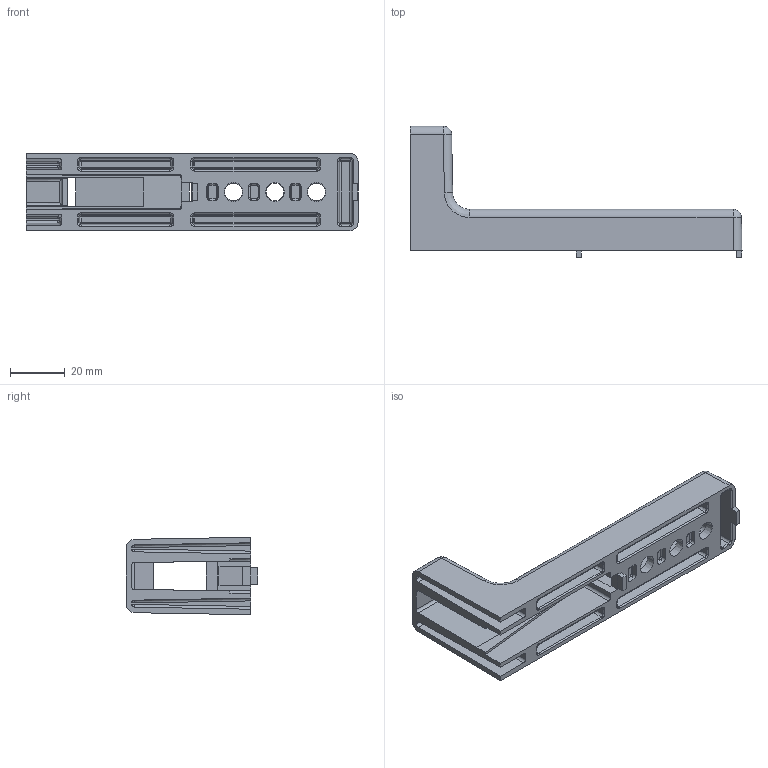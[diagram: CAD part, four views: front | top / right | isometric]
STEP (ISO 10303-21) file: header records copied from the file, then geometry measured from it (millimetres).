
FILE_DESCRIPTION (( 'STEP AP203' ), '1' );
FILE_NAME ('093b1201n06r.STEP', '2014-02-18T14:38:32', ( 'Fath' ), ( 'Hewlett-Packard Company' ), 'SwSTEP 2.0', 'SolidWorks 2014', '' );
FILE_SCHEMA (( 'CONFIG_CONTROL_DESIGN' ));
Length unit declared in the file: millimetre
Products named in the file (1): 093b1201n06r
Bounding box: 120.84 x 47.83 x 28.2 mm (x, y, z)
Volume: 29162.4 mm3; surface area: 23610.7 mm2
Topology: 1 solids, 1 shells, 278 faces, 676 edges, 396 vertices
Faces by surface type: plane 87, cylinder 83, torus 56, cone 42, sphere 8, bspline 2
Entity records: 8143 total; most frequent: DIRECTION 1490, CARTESIAN_POINT 1461, ORIENTED_EDGE 1336, EDGE_CURVE 668, AXIS2_PLACEMENT_3D 565, VERTEX_POINT 396, VECTOR 360, LINE 360
